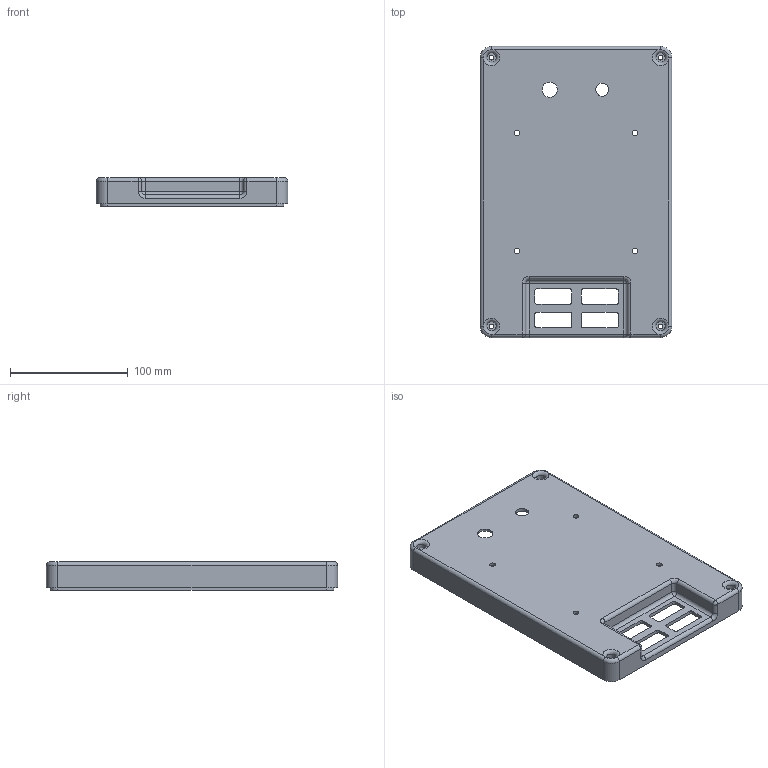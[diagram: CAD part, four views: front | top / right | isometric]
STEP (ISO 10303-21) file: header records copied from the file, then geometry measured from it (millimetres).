
FILE_DESCRIPTION(/* description */ (''),/* implementation_level */ '2;1');
FILE_NAME(/* name */ 'back-cover.stp',/* time_stamp */ '2024-12-16T13:14:42-06:00',/* author */ ('Stefano'),/* organization */ (''),/* preprocessor_version */ 'ST-DEVELOPER v19.2',/* originating_system */ 'Autodesk Inventor 2024',/* authorisation */ '');
FILE_SCHEMA (('AUTOMOTIVE_DESIGN { 1 0 10303 214 3 1 1 }'));
Length unit declared in the file: inch
Products named in the file (1): back-cover
Bounding box: 162.5 x 247 x 24.23 mm (x, y, z)
Volume: 182068.4 mm3; surface area: 119023.9 mm2
Topology: 1 solids, 1 shells, 172 faces, 435 edges, 276 vertices
Faces by surface type: plane 75, cylinder 71, torus 20, sphere 6
Full cylindrical faces by diameter (mm): 4 x4, 4.801 x4, 6 x4, 8 x4, 11 x1, 12 x4, 13 x1
Entity records: 5310 total; most frequent: DIRECTION 955, CARTESIAN_POINT 924, ORIENTED_EDGE 870, EDGE_CURVE 435, AXIS2_PLACEMENT_3D 355, VERTEX_POINT 276, LINE 245, VECTOR 245
